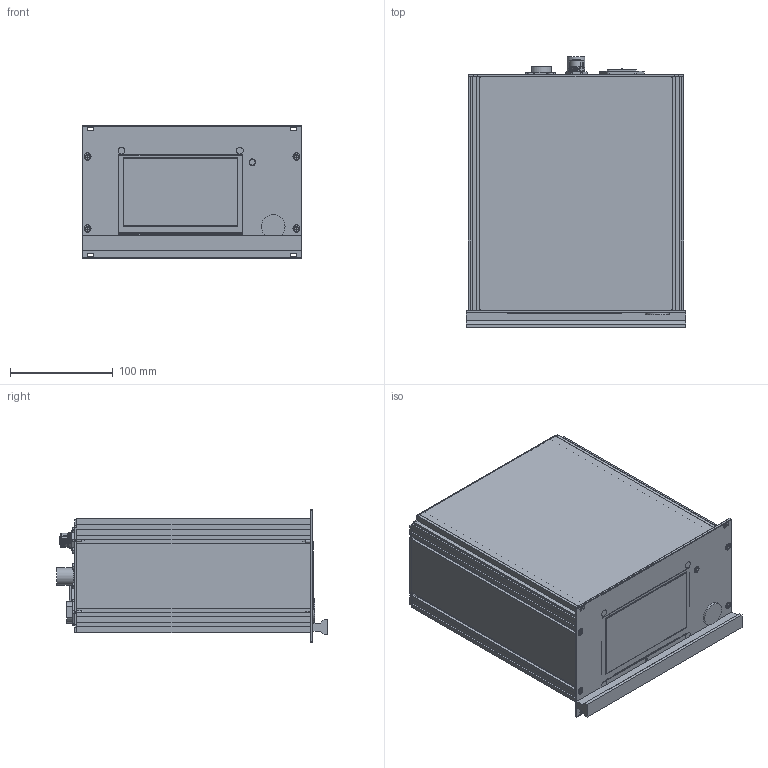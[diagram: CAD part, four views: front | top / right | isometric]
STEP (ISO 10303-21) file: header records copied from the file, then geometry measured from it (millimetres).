
FILE_DESCRIPTION(('F3-454 Controller'),'1');
FILE_NAME('F3-454 - Steuerung Gehäuse.stp', '2019-11-14T08:49:42',('Stefan Bösch'), ('nenion leakvalves'), 'KCM Version 1.1.2016.0', 'Kubotek KeyCreator', '');
FILE_SCHEMA(('AUTOMOTIVE_DESIGN'));
Length unit declared in the file: millimetre
Bounding box: 213.1 x 263 x 129.35 mm (x, y, z)
Volume: 506985.2 mm3; surface area: 593900.4 mm2
Topology: 34 solids, 797 shells, 2003 faces, 7588 edges, 6448 vertices
Faces by surface type: plane 1372, cylinder 357, bspline 178, cone 61, torus 35
Full cylindrical faces by diameter (mm): 0.87 x5, 0.9 x5, 1.52 x1, 1.7 x2, 2 x7, 2.1 x6, 2.7 x6, 2.9 x8, 3 x4, 3.2 x28, 4 x2, 4.5 x1, 5.8 x2, 6 x3, 7 x3, 9 x2, 9.5 x2, 10.9 x2, 12.23 x1, 14.6 x1, 17 x1, 19 x3, 22 x2, 23 x1, 23.6 x2
Entity records: 101835 total; most frequent: CARTESIAN_POINT 26245, DIRECTION 11777, ORIENTED_EDGE 10874, EDGE_CURVE 7568, VERTEX_POINT 6402, VECTOR 5783, LINE 5783, AXIS2_PLACEMENT_3D 2997
